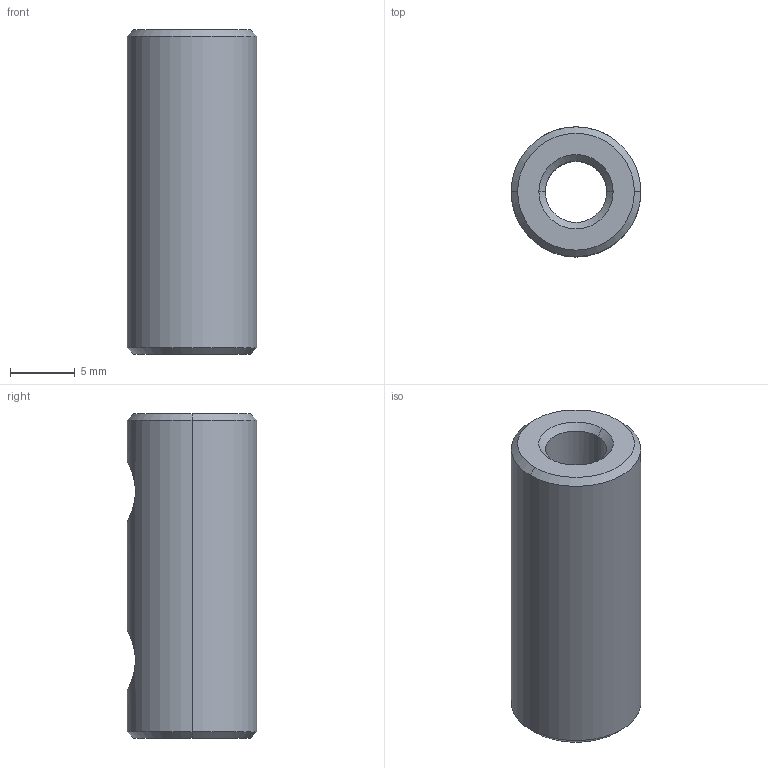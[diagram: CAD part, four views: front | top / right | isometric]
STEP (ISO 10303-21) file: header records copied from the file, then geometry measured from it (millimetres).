
FILE_DESCRIPTION (( 'STEP AP214' ), '1' );
FILE_NAME ('39275_TXM-Joints 4.7mm to 4.7mm Shaft.STEP', '2017-02-01T20:52:55', ( '' ), ( '' ), 'SwSTEP 2.0', 'SolidWorks 2016', '' );
FILE_SCHEMA (( 'AUTOMOTIVE_DESIGN' ));
Length unit declared in the file: millimetre
Products named in the file (2): 39275_TXM-Joints 4.7mm to 4.7mm Shaft
Bounding box: 10 x 10 x 25 mm (x, y, z)
Volume: 1441.6 mm3; surface area: 1265.2 mm2
Topology: 1 solids, 1 shells, 22 faces, 50 edges, 30 vertices
Faces by surface type: cone 8, cylinder 8, bspline 4, plane 2
Entity records: 3691 total; most frequent: CARTESIAN_POINT 3128, ORIENTED_EDGE 100, DIRECTION 88, EDGE_CURVE 50, AXIS2_PLACEMENT_3D 36, VERTEX_POINT 30, EDGE_LOOP 28, FACE_OUTER_BOUND 22
